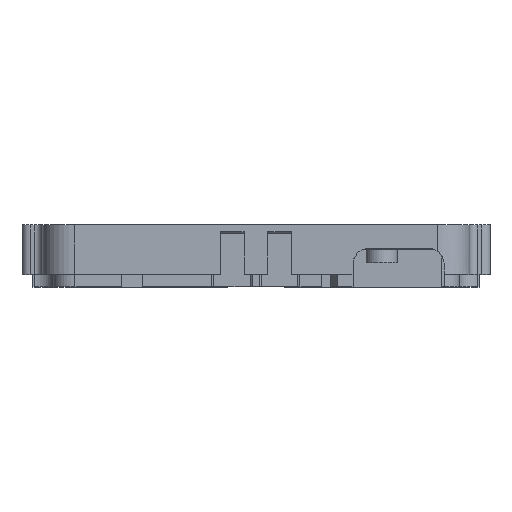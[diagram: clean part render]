
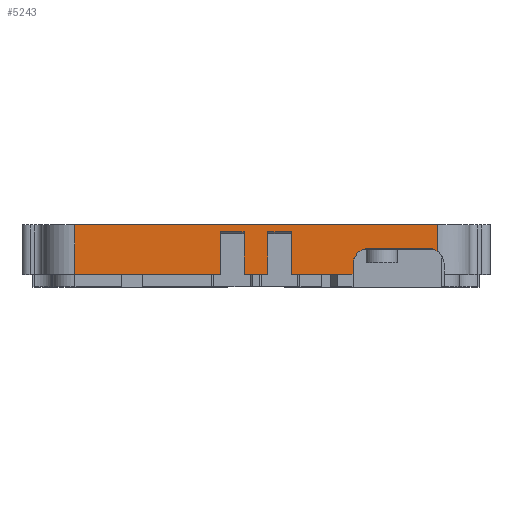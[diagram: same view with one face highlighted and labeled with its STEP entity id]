
A CAD part, top view. The second image highlights one B-rep face of the part: STEP entity #5243.
In plain terms, the highlighted planar face has unit normal (0, 0, 1).
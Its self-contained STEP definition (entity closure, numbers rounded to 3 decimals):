
#4 = VERTEX_POINT ( 'NONE', #3639 ) ;
#24 = EDGE_CURVE ( 'NONE', #4020, #2485, #4090, .T. ) ;
#83 = CARTESIAN_POINT ( 'NONE',  ( -26.2, 4.6, 0. ) ) ;
#140 = EDGE_CURVE ( 'NONE', #2322, #4020, #1371, .T. ) ;
#147 = VECTOR ( 'NONE', #2618, 1000. ) ;
#283 = DIRECTION ( 'NONE',  ( 0., 1., 0. ) ) ;
#332 = VECTOR ( 'NONE', #5775, 1000. ) ;
#391 = VECTOR ( 'NONE', #4265, 1000. ) ;
#423 = LINE ( 'NONE', #1218, #5261 ) ;
#445 = LINE ( 'NONE', #2833, #3200 ) ;
#478 = CARTESIAN_POINT ( 'NONE',  ( 23.074, 1.75, 0. ) ) ;
#482 = DIRECTION ( 'NONE',  ( 0., 0., 1. ) ) ;
#519 = LINE ( 'NONE', #2387, #5345 ) ;
#554 = CARTESIAN_POINT ( 'NONE',  ( 4.38, 1.6, 0. ) ) ;
#600 = CARTESIAN_POINT ( 'NONE',  ( 21.074, 1.75, 0. ) ) ;
#667 = VERTEX_POINT ( 'NONE', #600 ) ;
#851 = VERTEX_POINT ( 'NONE', #4703 ) ;
#877 = DIRECTION ( 'NONE',  ( 1., 0., 0. ) ) ;
#890 = EDGE_CURVE ( 'NONE', #667, #2485, #3301, .T. ) ;
#1150 = ORIENTED_EDGE ( 'NONE', *, *, #5217, .F. ) ;
#1156 = VECTOR ( 'NONE', #4775, 1000. ) ;
#1192 = ORIENTED_EDGE ( 'NONE', *, *, #1833, .T. ) ;
#1218 = CARTESIAN_POINT ( 'NONE',  ( 1.437, 1.6, 0. ) ) ;
#1239 = LINE ( 'NONE', #1788, #3030 ) ;
#1291 = DIRECTION ( 'NONE',  ( 1., 0., 0. ) ) ;
#1336 = VECTOR ( 'NONE', #2529, 1000. ) ;
#1371 = LINE ( 'NONE', #3879, #4473 ) ;
#1391 = CARTESIAN_POINT ( 'NONE',  ( 1.437, -1.476, 0. ) ) ;
#1416 = CARTESIAN_POINT ( 'NONE',  ( 11.897, -0.25, 0. ) ) ;
#1436 = AXIS2_PLACEMENT_3D ( 'NONE', #2349, #6078, #3670 ) ;
#1490 = CIRCLE ( 'NONE', #4256, 2. ) ;
#1505 = DIRECTION ( 'NONE',  ( 0., 1., 0. ) ) ;
#1593 = CARTESIAN_POINT ( 'NONE',  ( 22.2, 1.403, 0. ) ) ;
#1619 = ORIENTED_EDGE ( 'NONE', *, *, #3555, .T. ) ;
#1636 = EDGE_CURVE ( 'NONE', #851, #4681, #2472, .T. ) ;
#1668 = VERTEX_POINT ( 'NONE', #2009 ) ;
#1735 = FACE_OUTER_BOUND ( 'NONE', #4093, .T. ) ;
#1737 = VECTOR ( 'NONE', #4577, 1000. ) ;
#1743 = CARTESIAN_POINT ( 'NONE',  ( 11.897, -1.476, 0. ) ) ;
#1788 = CARTESIAN_POINT ( 'NONE',  ( -1.462, 1.6, 0. ) ) ;
#1833 = EDGE_CURVE ( 'NONE', #1668, #1901, #4672, .T. ) ;
#1854 = CARTESIAN_POINT ( 'NONE',  ( 4.38, 3.774, 0. ) ) ;
#1901 = VERTEX_POINT ( 'NONE', #1854 ) ;
#2009 = CARTESIAN_POINT ( 'NONE',  ( 1.437, 3.774, 0. ) ) ;
#2054 = VERTEX_POINT ( 'NONE', #1593 ) ;
#2171 = ORIENTED_EDGE ( 'NONE', *, *, #4616, .F. ) ;
#2257 = CARTESIAN_POINT ( 'NONE',  ( 4.38, 3.774, 0. ) ) ;
#2322 = VERTEX_POINT ( 'NONE', #1743 ) ;
#2349 = CARTESIAN_POINT ( 'NONE',  ( 13.897, -0.25, 0. ) ) ;
#2385 = EDGE_CURVE ( 'NONE', #5865, #2322, #519, .T. ) ;
#2387 = CARTESIAN_POINT ( 'NONE',  ( 0., -1.476, 0. ) ) ;
#2401 = EDGE_CURVE ( 'NONE', #3172, #4308, #4765, .T. ) ;
#2415 = VERTEX_POINT ( 'NONE', #2907 ) ;
#2471 = ORIENTED_EDGE ( 'NONE', *, *, #5519, .F. ) ;
#2472 = LINE ( 'NONE', #3918, #3940 ) ;
#2485 = VERTEX_POINT ( 'NONE', #4053 ) ;
#2529 = DIRECTION ( 'NONE',  ( 1., 0., 0. ) ) ;
#2554 = CARTESIAN_POINT ( 'NONE',  ( 0., -1.476, 0. ) ) ;
#2618 = DIRECTION ( 'NONE',  ( 0., -1., 0. ) ) ;
#2696 = EDGE_CURVE ( 'NONE', #2054, #4308, #4216, .T. ) ;
#2712 = CARTESIAN_POINT ( 'NONE',  ( 22.2, 4.6, 0. ) ) ;
#2728 = ORIENTED_EDGE ( 'NONE', *, *, #2401, .F. ) ;
#2833 = CARTESIAN_POINT ( 'NONE',  ( -22.2, 1.6, 0. ) ) ;
#2897 = DIRECTION ( 'NONE',  ( 1., 0., 0. ) ) ;
#2907 = CARTESIAN_POINT ( 'NONE',  ( -1.462, -1.476, 0. ) ) ;
#2918 = CARTESIAN_POINT ( 'NONE',  ( -1.462, 3.774, 0. ) ) ;
#2925 = ORIENTED_EDGE ( 'NONE', *, *, #1636, .T. ) ;
#3030 = VECTOR ( 'NONE', #283, 1000. ) ;
#3036 = ORIENTED_EDGE ( 'NONE', *, *, #890, .F. ) ;
#3073 = ORIENTED_EDGE ( 'NONE', *, *, #2696, .T. ) ;
#3084 = DIRECTION ( 'NONE',  ( 0., -1., 0. ) ) ;
#3153 = CARTESIAN_POINT ( 'NONE',  ( 0., 1.6, 0. ) ) ;
#3172 = VERTEX_POINT ( 'NONE', #5211 ) ;
#3200 = VECTOR ( 'NONE', #3700, 1000. ) ;
#3301 = LINE ( 'NONE', #478, #391 ) ;
#3342 = DIRECTION ( 'NONE',  ( 1., 0., 0. ) ) ;
#3495 = CARTESIAN_POINT ( 'NONE',  ( 4.38, -1.476, 0. ) ) ;
#3555 = EDGE_CURVE ( 'NONE', #667, #2054, #1490, .T. ) ;
#3614 = PLANE ( 'NONE',  #4197 ) ;
#3639 = CARTESIAN_POINT ( 'NONE',  ( -4.405, -1.476, 0. ) ) ;
#3668 = LINE ( 'NONE', #6014, #147 ) ;
#3670 = DIRECTION ( 'NONE',  ( 1., 0., 0. ) ) ;
#3695 = CARTESIAN_POINT ( 'NONE',  ( 21.074, -0.25, 0. ) ) ;
#3700 = DIRECTION ( 'NONE',  ( 0., -1., 0. ) ) ;
#3842 = CARTESIAN_POINT ( 'NONE',  ( -22.2, -1.476, 0. ) ) ;
#3879 = CARTESIAN_POINT ( 'NONE',  ( 11.897, -3., 0. ) ) ;
#3918 = CARTESIAN_POINT ( 'NONE',  ( 0., 3.774, 0. ) ) ;
#3940 = VECTOR ( 'NONE', #2897, 1000. ) ;
#4001 = VECTOR ( 'NONE', #1291, 1000. ) ;
#4020 = VERTEX_POINT ( 'NONE', #1416 ) ;
#4032 = CARTESIAN_POINT ( 'NONE',  ( 0., -1.476, 0. ) ) ;
#4053 = CARTESIAN_POINT ( 'NONE',  ( 13.897, 1.75, 0. ) ) ;
#4082 = ORIENTED_EDGE ( 'NONE', *, *, #140, .T. ) ;
#4086 = ORIENTED_EDGE ( 'NONE', *, *, #24, .T. ) ;
#4090 = CIRCLE ( 'NONE', #1436, 2. ) ;
#4093 = EDGE_LOOP ( 'NONE', ( #1150, #1192, #2171, #5222, #4082, #4086, #3036, #1619, #3073, #2728, #4370, #5979, #2471, #2925, #5556, #6091 ) ) ;
#4197 = AXIS2_PLACEMENT_3D ( 'NONE', #3153, #482, #6084 ) ;
#4216 = LINE ( 'NONE', #4683, #1737 ) ;
#4256 = AXIS2_PLACEMENT_3D ( 'NONE', #3695, #5689, #5230 ) ;
#4265 = DIRECTION ( 'NONE',  ( -1., 0., 0. ) ) ;
#4308 = VERTEX_POINT ( 'NONE', #2712 ) ;
#4359 = EDGE_CURVE ( 'NONE', #2415, #4681, #1239, .T. ) ;
#4370 = ORIENTED_EDGE ( 'NONE', *, *, #5706, .T. ) ;
#4473 = VECTOR ( 'NONE', #1505, 1000. ) ;
#4577 = DIRECTION ( 'NONE',  ( 0., 1., 0. ) ) ;
#4616 = EDGE_CURVE ( 'NONE', #5865, #1901, #4834, .T. ) ;
#4662 = VERTEX_POINT ( 'NONE', #3842 ) ;
#4672 = LINE ( 'NONE', #2257, #4830 ) ;
#4681 = VERTEX_POINT ( 'NONE', #2918 ) ;
#4683 = CARTESIAN_POINT ( 'NONE',  ( 22.2, 4.6, 0. ) ) ;
#4703 = CARTESIAN_POINT ( 'NONE',  ( -4.405, 3.774, 0. ) ) ;
#4765 = LINE ( 'NONE', #83, #332 ) ;
#4775 = DIRECTION ( 'NONE',  ( 0., 1., 0. ) ) ;
#4802 = EDGE_CURVE ( 'NONE', #4662, #4, #5508, .T. ) ;
#4830 = VECTOR ( 'NONE', #877, 1000. ) ;
#4834 = LINE ( 'NONE', #554, #1156 ) ;
#4898 = VERTEX_POINT ( 'NONE', #1391 ) ;
#5211 = CARTESIAN_POINT ( 'NONE',  ( -22.2, 4.6, 0. ) ) ;
#5217 = EDGE_CURVE ( 'NONE', #1668, #4898, #423, .T. ) ;
#5222 = ORIENTED_EDGE ( 'NONE', *, *, #2385, .T. ) ;
#5230 = DIRECTION ( 'NONE',  ( 1., 0., 0. ) ) ;
#5243 = ADVANCED_FACE ( 'NONE', ( #1735 ), #3614, .T. ) ;
#5261 = VECTOR ( 'NONE', #3084, 1000. ) ;
#5345 = VECTOR ( 'NONE', #3342, 1000. ) ;
#5433 = EDGE_CURVE ( 'NONE', #2415, #4898, #5766, .T. ) ;
#5508 = LINE ( 'NONE', #4032, #4001 ) ;
#5519 = EDGE_CURVE ( 'NONE', #851, #4, #3668, .T. ) ;
#5556 = ORIENTED_EDGE ( 'NONE', *, *, #4359, .F. ) ;
#5689 = DIRECTION ( 'NONE',  ( 0., 0., -1. ) ) ;
#5706 = EDGE_CURVE ( 'NONE', #3172, #4662, #445, .T. ) ;
#5766 = LINE ( 'NONE', #2554, #1336 ) ;
#5775 = DIRECTION ( 'NONE',  ( 1., 0., 0. ) ) ;
#5865 = VERTEX_POINT ( 'NONE', #3495 ) ;
#5979 = ORIENTED_EDGE ( 'NONE', *, *, #4802, .T. ) ;
#6014 = CARTESIAN_POINT ( 'NONE',  ( -4.405, 1.6, 0. ) ) ;
#6078 = DIRECTION ( 'NONE',  ( 0., 0., -1. ) ) ;
#6084 = DIRECTION ( 'NONE',  ( 1., 0., 0. ) ) ;
#6091 = ORIENTED_EDGE ( 'NONE', *, *, #5433, .T. ) ;
